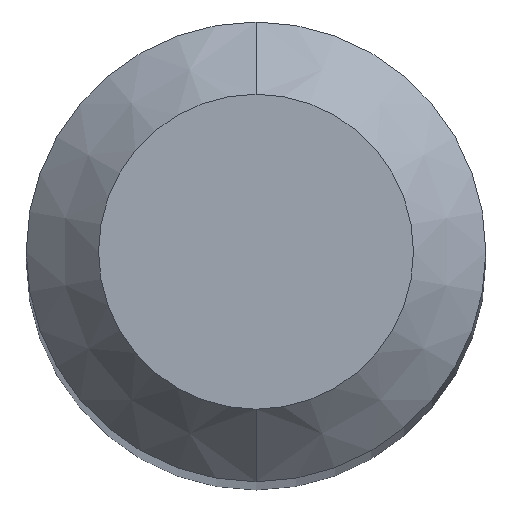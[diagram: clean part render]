
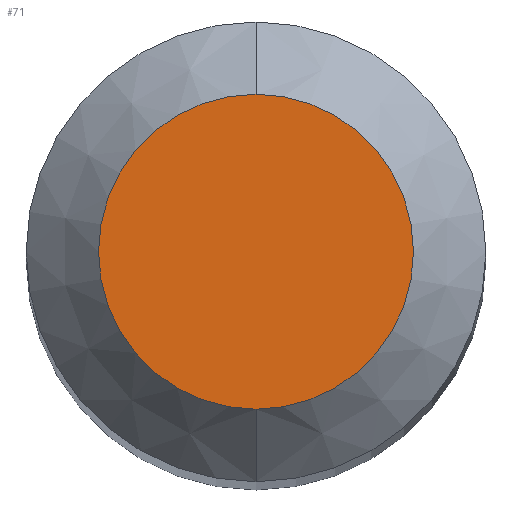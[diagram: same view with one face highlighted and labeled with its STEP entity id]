
A CAD part, top view. The second image highlights one B-rep face of the part: STEP entity #71.
In plain terms, the highlighted planar face has unit normal (0, 0, 1).
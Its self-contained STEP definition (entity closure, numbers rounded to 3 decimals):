
#53=PLANE('',#403);
#71=ADVANCED_FACE('',(#95),#53,.F.);
#95=FACE_OUTER_BOUND('',#113,.T.);
#113=EDGE_LOOP('',(#196,#197));
#132=CIRCLE('',#399,1.088);
#133=CIRCLE('',#401,1.088);
#196=ORIENTED_EDGE('',*,*,#247,.F.);
#197=ORIENTED_EDGE('',*,*,#245,.F.);
#214=VERTEX_POINT('',#594);
#215=VERTEX_POINT('',#596);
#245=EDGE_CURVE('',#214,#215,#132,.T.);
#247=EDGE_CURVE('',#215,#214,#133,.T.);
#399=AXIS2_PLACEMENT_3D('',#595,#507,#508);
#401=AXIS2_PLACEMENT_3D('',#599,#512,#513);
#403=AXIS2_PLACEMENT_3D('',#601,#516,#517);
#507=DIRECTION('',(0.,0.,-1.));
#508=DIRECTION('',(0.,-1.,0.));
#512=DIRECTION('',(0.,0.,-1.));
#513=DIRECTION('',(0.,1.,0.));
#516=DIRECTION('',(0.,0.,-1.));
#517=DIRECTION('',(0.,1.,0.));
#594=CARTESIAN_POINT('',(0.,-1.088,63.5));
#595=CARTESIAN_POINT('',(0.,0.,63.5));
#596=CARTESIAN_POINT('',(0.,1.088,63.5));
#599=CARTESIAN_POINT('',(0.,0.,63.5));
#601=CARTESIAN_POINT('',(0.,0.,63.5));
